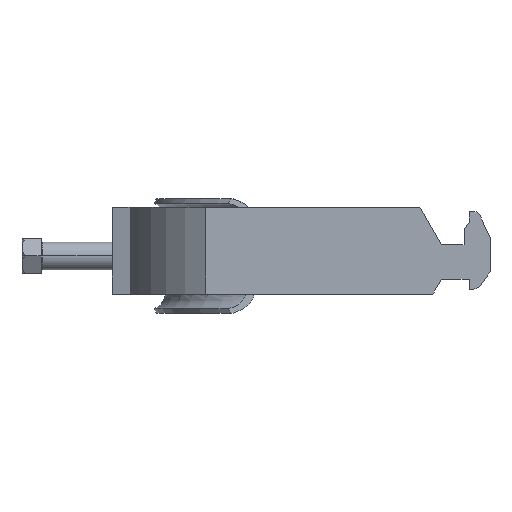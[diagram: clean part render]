
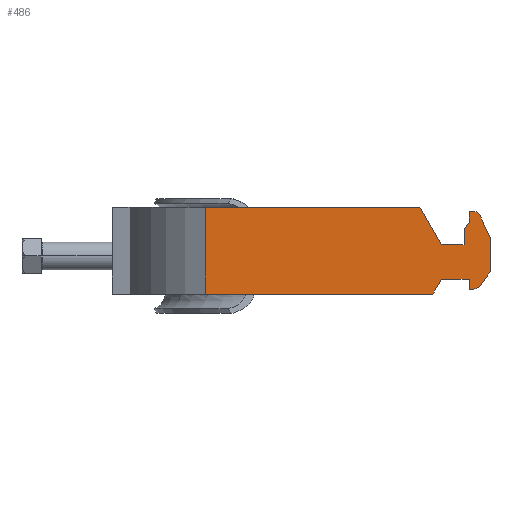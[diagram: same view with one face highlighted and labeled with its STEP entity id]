
A CAD part, left-side view. The second image highlights one B-rep face of the part: STEP entity #486.
In plain terms, the highlighted planar face has unit normal (-1, 0, 0).
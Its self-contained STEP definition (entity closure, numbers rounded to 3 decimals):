
#34 = EDGE_CURVE ( 'NONE', #9317, #9982, #2219, .T. ) ;
#80 = CARTESIAN_POINT ( 'NONE',  ( -38., -142.869, 6.056 ) ) ;
#93 = LINE ( 'NONE', #8333, #1162 ) ;
#210 = DIRECTION ( 'NONE',  ( 0., 0., 1. ) ) ;
#260 = ORIENTED_EDGE ( 'NONE', *, *, #5179, .F. ) ;
#261 = EDGE_CURVE ( 'NONE', #815, #2404, #5661, .T. ) ;
#486 = ADVANCED_FACE ( 'NONE', ( #9754 ), #8856, .F. ) ;
#487 = VERTEX_POINT ( 'NONE', #8789 ) ;
#506 = CARTESIAN_POINT ( 'NONE',  ( -38., -104., -11.25 ) ) ;
#761 = CARTESIAN_POINT ( 'NONE',  ( -38., -103., -8.25 ) ) ;
#815 = VERTEX_POINT ( 'NONE', #9496 ) ;
#1026 = ORIENTED_EDGE ( 'NONE', *, *, #4679, .F. ) ;
#1070 = ORIENTED_EDGE ( 'NONE', *, *, #7601, .F. ) ;
#1103 = EDGE_CURVE ( 'NONE', #10547, #6445, #10145, .T. ) ;
#1162 = VECTOR ( 'NONE', #8395, 1000. ) ;
#1259 = VERTEX_POINT ( 'NONE', #7933 ) ;
#1270 = LINE ( 'NONE', #4999, #5008 ) ;
#1506 = CARTESIAN_POINT ( 'NONE',  ( -38., -109., -6.075 ) ) ;
#1513 = VECTOR ( 'NONE', #1911, 1000. ) ;
#1809 = CARTESIAN_POINT ( 'NONE',  ( -38., -140., 1.75 ) ) ;
#1911 = DIRECTION ( 'NONE',  ( 0., 0., -1. ) ) ;
#1938 = ORIENTED_EDGE ( 'NONE', *, *, #34, .F. ) ;
#1980 = DIRECTION ( 'NONE',  ( 0., 0.5, -0.866 ) ) ;
#1984 = VERTEX_POINT ( 'NONE', #5486 ) ;
#2054 = CARTESIAN_POINT ( 'NONE',  ( -38., -103., -11.25 ) ) ;
#2168 = VECTOR ( 'NONE', #210, 1000. ) ;
#2219 = LINE ( 'NONE', #5978, #8055 ) ;
#2360 = VECTOR ( 'NONE', #5181, 1000. ) ;
#2404 = VERTEX_POINT ( 'NONE', #8128 ) ;
#2426 = DIRECTION ( 'NONE',  ( 0., 1., 0. ) ) ;
#2510 = ORIENTED_EDGE ( 'NONE', *, *, #5745, .F. ) ;
#2549 = CARTESIAN_POINT ( 'NONE',  ( -38., -140., -8.25 ) ) ;
#2888 = CARTESIAN_POINT ( 'NONE',  ( -38., -109., 12.5 ) ) ;
#3108 = DIRECTION ( 'NONE',  ( 0., 0., 1. ) ) ;
#3218 = ORIENTED_EDGE ( 'NONE', *, *, #11373, .F. ) ;
#3351 = EDGE_LOOP ( 'NONE', ( #2510, #7147, #1938, #7210, #6260, #7346, #1070, #1026, #4080, #7317, #6404, #260, #9657, #7121, #5860, #4444, #3894, #3218 ) ) ;
#3374 = DIRECTION ( 'NONE',  ( 0., -0.766, -0.643 ) ) ;
#3634 = DIRECTION ( 'NONE',  ( 0., 1., 0. ) ) ;
#3828 = DIRECTION ( 'NONE',  ( 0., 0.914, -0.407 ) ) ;
#3894 = ORIENTED_EDGE ( 'NONE', *, *, #4534, .F. ) ;
#4080 = ORIENTED_EDGE ( 'NONE', *, *, #6351, .F. ) ;
#4252 = EDGE_CURVE ( 'NONE', #9254, #10547, #1270, .T. ) ;
#4291 = EDGE_CURVE ( 'NONE', #9835, #10264, #7734, .T. ) ;
#4333 = EDGE_CURVE ( 'NONE', #9483, #815, #8707, .T. ) ;
#4376 = CARTESIAN_POINT ( 'NONE',  ( -38., -110.877, -0.466 ) ) ;
#4444 = ORIENTED_EDGE ( 'NONE', *, *, #8268, .T. ) ;
#4485 = VECTOR ( 'NONE', #9978, 1000. ) ;
#4534 = EDGE_CURVE ( 'NONE', #1984, #1259, #5990, .T. ) ;
#4585 = CARTESIAN_POINT ( 'NONE',  ( -38., -101.5, 1.75 ) ) ;
#4679 = EDGE_CURVE ( 'NONE', #9370, #10785, #6373, .T. ) ;
#4993 = CARTESIAN_POINT ( 'NONE',  ( -38., -140., 12.5 ) ) ;
#4999 = CARTESIAN_POINT ( 'NONE',  ( -38., -101.595, -9.673 ) ) ;
#5006 = VERTEX_POINT ( 'NONE', #506 ) ;
#5008 = VECTOR ( 'NONE', #8893, 1000. ) ;
#5100 = VECTOR ( 'NONE', #3828, 1000. ) ;
#5179 = EDGE_CURVE ( 'NONE', #11325, #9483, #6882, .T. ) ;
#5181 = DIRECTION ( 'NONE',  ( 0., -1., 0. ) ) ;
#5325 = LINE ( 'NONE', #11816, #7973 ) ;
#5382 = EDGE_CURVE ( 'NONE', #6445, #11325, #93, .T. ) ;
#5486 = CARTESIAN_POINT ( 'NONE',  ( -38., -26.967, -12.5 ) ) ;
#5516 = CARTESIAN_POINT ( 'NONE',  ( -38., -88.793, 12.5 ) ) ;
#5661 = LINE ( 'NONE', #5904, #11553 ) ;
#5745 = EDGE_CURVE ( 'NONE', #9237, #487, #7478, .T. ) ;
#5790 = DIRECTION ( 'NONE',  ( 0., 0., 1. ) ) ;
#5860 = ORIENTED_EDGE ( 'NONE', *, *, #4252, .F. ) ;
#5904 = CARTESIAN_POINT ( 'NONE',  ( -38., -140., 11.25 ) ) ;
#5978 = CARTESIAN_POINT ( 'NONE',  ( -38., -103., 12.5 ) ) ;
#5990 = LINE ( 'NONE', #9713, #2168 ) ;
#6097 = AXIS2_PLACEMENT_3D ( 'NONE', #10734, #9878, #9949 ) ;
#6260 = ORIENTED_EDGE ( 'NONE', *, *, #6657, .F. ) ;
#6351 = EDGE_CURVE ( 'NONE', #2404, #9370, #9752, .T. ) ;
#6373 = LINE ( 'NONE', #4376, #4485 ) ;
#6404 = ORIENTED_EDGE ( 'NONE', *, *, #4333, .F. ) ;
#6418 = LINE ( 'NONE', #7456, #7307 ) ;
#6445 = VERTEX_POINT ( 'NONE', #4585 ) ;
#6657 = EDGE_CURVE ( 'NONE', #10264, #5006, #9411, .T. ) ;
#6704 = LINE ( 'NONE', #4993, #11298 ) ;
#6882 = LINE ( 'NONE', #10596, #9571 ) ;
#6925 = CARTESIAN_POINT ( 'NONE',  ( -38., -109., 3.75 ) ) ;
#6940 = CARTESIAN_POINT ( 'NONE',  ( -38., -103., 12.5 ) ) ;
#6942 = DIRECTION ( 'NONE',  ( 0., -0.574, 0.819 ) ) ;
#7121 = ORIENTED_EDGE ( 'NONE', *, *, #1103, .F. ) ;
#7147 = ORIENTED_EDGE ( 'NONE', *, *, #8302, .F. ) ;
#7180 = LINE ( 'NONE', #2549, #10678 ) ;
#7210 = ORIENTED_EDGE ( 'NONE', *, *, #9425, .F. ) ;
#7307 = VECTOR ( 'NONE', #3634, 1000. ) ;
#7317 = ORIENTED_EDGE ( 'NONE', *, *, #261, .F. ) ;
#7346 = ORIENTED_EDGE ( 'NONE', *, *, #4291, .F. ) ;
#7456 = CARTESIAN_POINT ( 'NONE',  ( -38., -140., -12.5 ) ) ;
#7478 = LINE ( 'NONE', #10386, #8247 ) ;
#7514 = CARTESIAN_POINT ( 'NONE',  ( -38., -101.5, 6.108 ) ) ;
#7589 = VECTOR ( 'NONE', #3108, 1000. ) ;
#7601 = EDGE_CURVE ( 'NONE', #10785, #9835, #11863, .T. ) ;
#7734 = LINE ( 'NONE', #11444, #10688 ) ;
#7933 = CARTESIAN_POINT ( 'NONE',  ( -38., -26.967, 12.5 ) ) ;
#7973 = VECTOR ( 'NONE', #2426, 1000. ) ;
#8032 = DIRECTION ( 'NONE',  ( 0., 1., 0. ) ) ;
#8055 = VECTOR ( 'NONE', #5790, 1000. ) ;
#8128 = CARTESIAN_POINT ( 'NONE',  ( -38., -105., 11.25 ) ) ;
#8247 = VECTOR ( 'NONE', #1980, 1000. ) ;
#8258 = VECTOR ( 'NONE', #3374, 1000. ) ;
#8268 = EDGE_CURVE ( 'NONE', #9254, #1259, #6704, .T. ) ;
#8302 = EDGE_CURVE ( 'NONE', #9982, #9237, #7180, .T. ) ;
#8333 = CARTESIAN_POINT ( 'NONE',  ( -38., -101.5, 12.5 ) ) ;
#8395 = DIRECTION ( 'NONE',  ( 0., 0., 1. ) ) ;
#8707 = LINE ( 'NONE', #6940, #7589 ) ;
#8789 = CARTESIAN_POINT ( 'NONE',  ( -38., -92.546, -12.5 ) ) ;
#8856 = PLANE ( 'NONE',  #6097 ) ;
#8893 = DIRECTION ( 'NONE',  ( 0., -0.5, -0.866 ) ) ;
#9031 = CARTESIAN_POINT ( 'NONE',  ( -38., -124.923, -5.468 ) ) ;
#9237 = VERTEX_POINT ( 'NONE', #11098 ) ;
#9254 = VERTEX_POINT ( 'NONE', #5516 ) ;
#9317 = VERTEX_POINT ( 'NONE', #2054 ) ;
#9370 = VERTEX_POINT ( 'NONE', #10589 ) ;
#9374 = CARTESIAN_POINT ( 'NONE',  ( -38., -106., -10.36 ) ) ;
#9411 = LINE ( 'NONE', #80, #5100 ) ;
#9425 = EDGE_CURVE ( 'NONE', #5006, #9317, #5325, .T. ) ;
#9483 = VERTEX_POINT ( 'NONE', #11756 ) ;
#9496 = CARTESIAN_POINT ( 'NONE',  ( -38., -103., 11.25 ) ) ;
#9571 = VECTOR ( 'NONE', #6942, 1000. ) ;
#9657 = ORIENTED_EDGE ( 'NONE', *, *, #5382, .F. ) ;
#9713 = CARTESIAN_POINT ( 'NONE',  ( -38., -26.967, 12.5 ) ) ;
#9752 = LINE ( 'NONE', #9031, #8258 ) ;
#9754 = FACE_OUTER_BOUND ( 'NONE', #3351, .T. ) ;
#9835 = VERTEX_POINT ( 'NONE', #1506 ) ;
#9878 = DIRECTION ( 'NONE',  ( 1., 0., 0. ) ) ;
#9949 = DIRECTION ( 'NONE',  ( 0., 1., 0. ) ) ;
#9978 = DIRECTION ( 'NONE',  ( 0., -0.407, -0.914 ) ) ;
#9982 = VERTEX_POINT ( 'NONE', #761 ) ;
#10145 = LINE ( 'NONE', #1809, #2360 ) ;
#10264 = VERTEX_POINT ( 'NONE', #9374 ) ;
#10386 = CARTESIAN_POINT ( 'NONE',  ( -38., -115.235, 26.798 ) ) ;
#10547 = VERTEX_POINT ( 'NONE', #11212 ) ;
#10589 = CARTESIAN_POINT ( 'NONE',  ( -38., -106.055, 10.365 ) ) ;
#10596 = CARTESIAN_POINT ( 'NONE',  ( -38., -117.169, 28.486 ) ) ;
#10678 = VECTOR ( 'NONE', #8032, 1000. ) ;
#10688 = VECTOR ( 'NONE', #11574, 1000. ) ;
#10734 = CARTESIAN_POINT ( 'NONE',  ( -38., -140., 12.5 ) ) ;
#10785 = VERTEX_POINT ( 'NONE', #6925 ) ;
#11098 = CARTESIAN_POINT ( 'NONE',  ( -38., -95., -8.25 ) ) ;
#11212 = CARTESIAN_POINT ( 'NONE',  ( -38., -95., 1.75 ) ) ;
#11298 = VECTOR ( 'NONE', #11569, 1000. ) ;
#11325 = VERTEX_POINT ( 'NONE', #7514 ) ;
#11373 = EDGE_CURVE ( 'NONE', #487, #1984, #6418, .T. ) ;
#11404 = DIRECTION ( 'NONE',  ( 0., -1., 0. ) ) ;
#11444 = CARTESIAN_POINT ( 'NONE',  ( -38., -127.926, 20.954 ) ) ;
#11553 = VECTOR ( 'NONE', #11404, 1000. ) ;
#11569 = DIRECTION ( 'NONE',  ( 0., 1., 0. ) ) ;
#11574 = DIRECTION ( 'NONE',  ( 0., 0.574, -0.819 ) ) ;
#11756 = CARTESIAN_POINT ( 'NONE',  ( -38., -103., 8.25 ) ) ;
#11816 = CARTESIAN_POINT ( 'NONE',  ( -38., -140., -11.25 ) ) ;
#11863 = LINE ( 'NONE', #2888, #1513 ) ;
